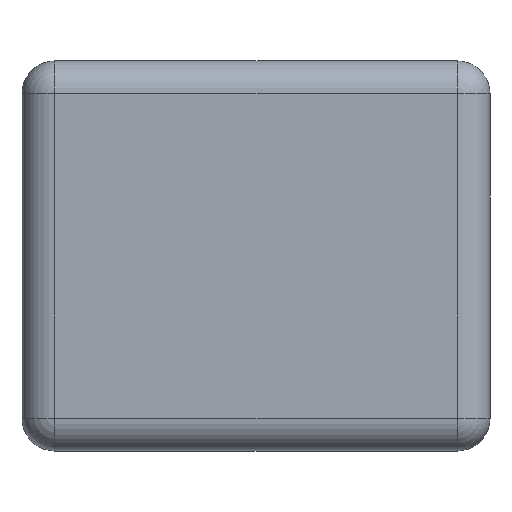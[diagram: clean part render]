
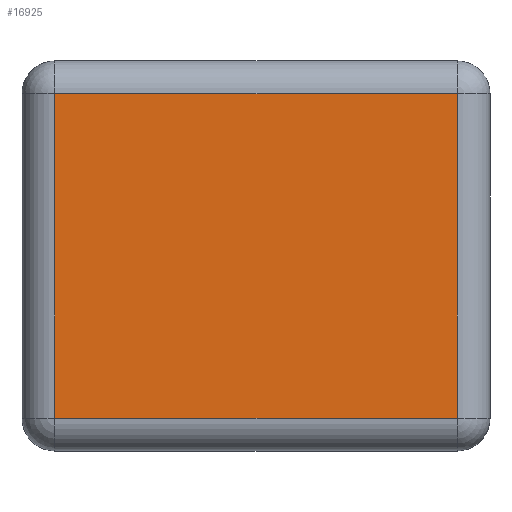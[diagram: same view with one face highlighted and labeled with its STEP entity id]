
A CAD part, front view. The second image highlights one B-rep face of the part: STEP entity #16925.
In plain terms, the highlighted planar face has unit normal (0, -1, 0).
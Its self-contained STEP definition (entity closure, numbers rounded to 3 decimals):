
#591 = CARTESIAN_POINT ( 'NONE',  ( 245., -110.674, 237.5 ) ) ;
#731 = ORIENTED_EDGE ( 'NONE', *, *, #57369, .T. ) ;
#4905 = LINE ( 'NONE', #8548, #41304 ) ;
#5532 = VERTEX_POINT ( 'NONE', #28185 ) ;
#6488 = LINE ( 'NONE', #46971, #53595 ) ;
#6963 = DIRECTION ( 'NONE',  ( 0., 1., 0. ) ) ;
#8548 = CARTESIAN_POINT ( 'NONE',  ( -285., -110.674, 197.5 ) ) ;
#9526 = ORIENTED_EDGE ( 'NONE', *, *, #34788, .T. ) ;
#10969 = CARTESIAN_POINT ( 'NONE',  ( 245., -110.674, 197.5 ) ) ;
#11502 = CARTESIAN_POINT ( 'NONE',  ( -245., -110.674, 197.5 ) ) ;
#13817 = DIRECTION ( 'NONE',  ( -1., 0., 0. ) ) ;
#14657 = LINE ( 'NONE', #19579, #19958 ) ;
#16925 = ADVANCED_FACE ( 'NONE', ( #27024 ), #61619, .F. ) ;
#19579 = CARTESIAN_POINT ( 'NONE',  ( 285., -110.674, -197.5 ) ) ;
#19958 = VECTOR ( 'NONE', #54834, 1000. ) ;
#22734 = AXIS2_PLACEMENT_3D ( 'NONE', #46800, #6963, #62264 ) ;
#24971 = LINE ( 'NONE', #591, #34725 ) ;
#25616 = DIRECTION ( 'NONE',  ( 0., 0., 1. ) ) ;
#26056 = VERTEX_POINT ( 'NONE', #11502 ) ;
#27024 = FACE_OUTER_BOUND ( 'NONE', #45470, .T. ) ;
#28185 = CARTESIAN_POINT ( 'NONE',  ( -245., -110.674, -197.5 ) ) ;
#29965 = ORIENTED_EDGE ( 'NONE', *, *, #63416, .T. ) ;
#29986 = EDGE_CURVE ( 'NONE', #5532, #47235, #14657, .T. ) ;
#34725 = VECTOR ( 'NONE', #25616, 1000. ) ;
#34788 = EDGE_CURVE ( 'NONE', #47235, #44522, #24971, .T. ) ;
#38989 = ORIENTED_EDGE ( 'NONE', *, *, #29986, .T. ) ;
#41304 = VECTOR ( 'NONE', #13817, 1000. ) ;
#44522 = VERTEX_POINT ( 'NONE', #10969 ) ;
#45470 = EDGE_LOOP ( 'NONE', ( #731, #38989, #9526, #29965 ) ) ;
#46800 = CARTESIAN_POINT ( 'NONE',  ( 0., -110.674, 0. ) ) ;
#46971 = CARTESIAN_POINT ( 'NONE',  ( -245., -110.674, -237.5 ) ) ;
#47235 = VERTEX_POINT ( 'NONE', #55527 ) ;
#53595 = VECTOR ( 'NONE', #56839, 1000. ) ;
#54834 = DIRECTION ( 'NONE',  ( 1., 0., 0. ) ) ;
#55527 = CARTESIAN_POINT ( 'NONE',  ( 245., -110.674, -197.5 ) ) ;
#56839 = DIRECTION ( 'NONE',  ( 0., 0., -1. ) ) ;
#57369 = EDGE_CURVE ( 'NONE', #26056, #5532, #6488, .T. ) ;
#61619 = PLANE ( 'NONE',  #22734 ) ;
#62264 = DIRECTION ( 'NONE',  ( 0., 0., 1. ) ) ;
#63416 = EDGE_CURVE ( 'NONE', #44522, #26056, #4905, .T. ) ;
